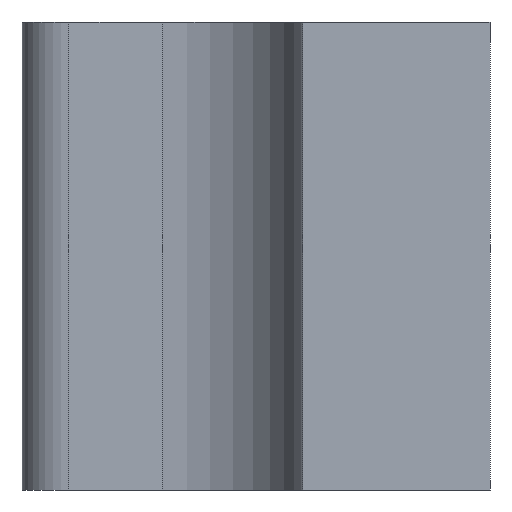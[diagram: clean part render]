
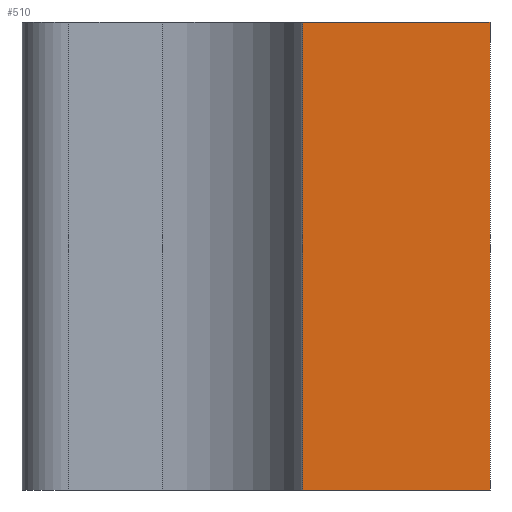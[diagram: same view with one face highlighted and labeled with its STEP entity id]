
A CAD part, front view. The second image highlights one B-rep face of the part: STEP entity #510.
In plain terms, the highlighted planar face has unit normal (0, -1, 0).
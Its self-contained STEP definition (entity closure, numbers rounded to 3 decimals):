
#2 = ORIENTED_EDGE ( 'NONE', *, *, #317, .T. ) ;
#29 = VECTOR ( 'NONE', #105, 1000. ) ;
#61 = AXIS2_PLACEMENT_3D ( 'NONE', #529, #582, #301 ) ;
#68 = VERTEX_POINT ( 'NONE', #717 ) ;
#105 = DIRECTION ( 'NONE',  ( 1., 0., 0. ) ) ;
#153 = VERTEX_POINT ( 'NONE', #545 ) ;
#210 = VERTEX_POINT ( 'NONE', #463 ) ;
#235 = DIRECTION ( 'NONE',  ( 0., 0., -1. ) ) ;
#256 = EDGE_CURVE ( 'NONE', #68, #434, #710, .T. ) ;
#257 = VECTOR ( 'NONE', #312, 1000. ) ;
#301 = DIRECTION ( 'NONE',  ( 0., 0., 1. ) ) ;
#312 = DIRECTION ( 'NONE',  ( 1., 0., 0. ) ) ;
#317 = EDGE_CURVE ( 'NONE', #434, #153, #541, .T. ) ;
#325 = ORIENTED_EDGE ( 'NONE', *, *, #659, .F. ) ;
#342 = FACE_OUTER_BOUND ( 'NONE', #462, .T. ) ;
#361 = EDGE_CURVE ( 'NONE', #210, #153, #479, .T. ) ;
#421 = LINE ( 'NONE', #594, #257 ) ;
#434 = VERTEX_POINT ( 'NONE', #684 ) ;
#452 = ORIENTED_EDGE ( 'NONE', *, *, #361, .F. ) ;
#454 = CARTESIAN_POINT ( 'NONE',  ( 0., 0., 50. ) ) ;
#461 = DIRECTION ( 'NONE',  ( 0., 0., -1. ) ) ;
#462 = EDGE_LOOP ( 'NONE', ( #2, #452, #325, #560 ) ) ;
#463 = CARTESIAN_POINT ( 'NONE',  ( 20., 0., 50. ) ) ;
#479 = LINE ( 'NONE', #628, #618 ) ;
#480 = PLANE ( 'NONE',  #61 ) ;
#481 = VECTOR ( 'NONE', #461, 1000. ) ;
#510 = ADVANCED_FACE ( 'NONE', ( #342 ), #480, .F. ) ;
#529 = CARTESIAN_POINT ( 'NONE',  ( 0., 0., 50. ) ) ;
#541 = LINE ( 'NONE', #674, #29 ) ;
#545 = CARTESIAN_POINT ( 'NONE',  ( 20., 0., 0. ) ) ;
#560 = ORIENTED_EDGE ( 'NONE', *, *, #256, .T. ) ;
#582 = DIRECTION ( 'NONE',  ( 0., 1., 0. ) ) ;
#594 = CARTESIAN_POINT ( 'NONE',  ( 0., 0., 50. ) ) ;
#618 = VECTOR ( 'NONE', #235, 1000. ) ;
#628 = CARTESIAN_POINT ( 'NONE',  ( 20., 0., 50. ) ) ;
#659 = EDGE_CURVE ( 'NONE', #68, #210, #421, .T. ) ;
#674 = CARTESIAN_POINT ( 'NONE',  ( 0., 0., 0. ) ) ;
#684 = CARTESIAN_POINT ( 'NONE',  ( 0., 0., 0. ) ) ;
#710 = LINE ( 'NONE', #454, #481 ) ;
#717 = CARTESIAN_POINT ( 'NONE',  ( 0., 0., 50. ) ) ;
